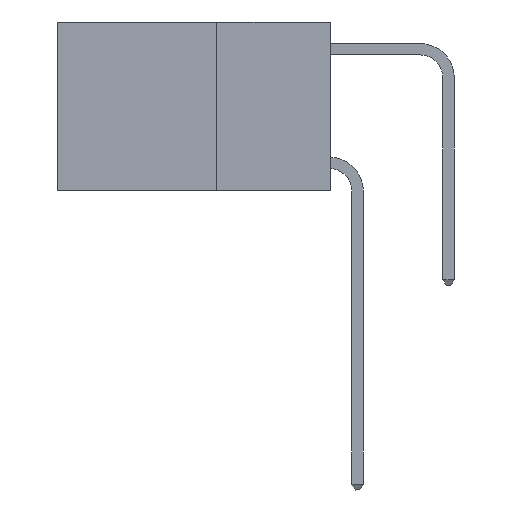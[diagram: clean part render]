
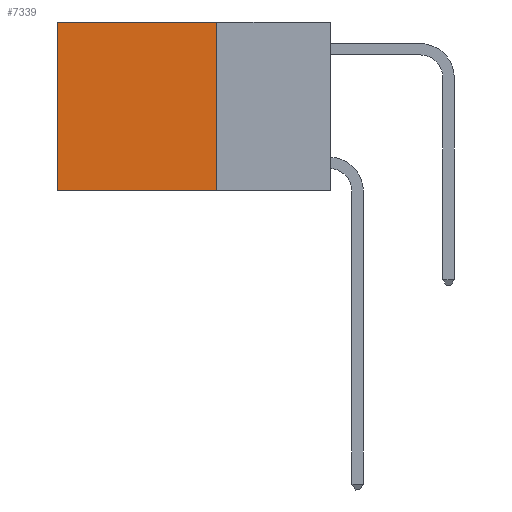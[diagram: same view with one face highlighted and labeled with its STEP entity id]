
A CAD part, left-side view. The second image highlights one B-rep face of the part: STEP entity #7339.
In plain terms, the highlighted planar face has unit normal (-1, 0, 0).
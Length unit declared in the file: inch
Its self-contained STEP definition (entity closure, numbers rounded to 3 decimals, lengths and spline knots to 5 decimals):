
#7 = EDGE_CURVE ( 'NONE', #7007, #8849, #6526, .T. ) ;
#623 = DIRECTION ( 'NONE',  ( 1., 0., 0. ) ) ;
#959 = AXIS2_PLACEMENT_3D ( 'NONE', #3971, #623, #10845 ) ;
#984 = EDGE_CURVE ( 'NONE', #6481, #8849, #4487, .T. ) ;
#1030 = CARTESIAN_POINT ( 'NONE',  ( 0.2625, 0.25, 0. ) ) ;
#1249 = ORIENTED_EDGE ( 'NONE', *, *, #984, .T. ) ;
#1316 = CARTESIAN_POINT ( 'NONE',  ( 0.2625, 0.25, 0. ) ) ;
#1427 = VECTOR ( 'NONE', #8946, 39.37008 ) ;
#2439 = DIRECTION ( 'NONE',  ( 0., 1., 0. ) ) ;
#2748 = ORIENTED_EDGE ( 'NONE', *, *, #10944, .F. ) ;
#2939 = ORIENTED_EDGE ( 'NONE', *, *, #8140, .T. ) ;
#3723 = CARTESIAN_POINT ( 'NONE',  ( 0.2625, 0.6, 0. ) ) ;
#3806 = CARTESIAN_POINT ( 'NONE',  ( 0.2625, 0.6, -0.37 ) ) ;
#3848 = VERTEX_POINT ( 'NONE', #5469 ) ;
#3949 = LINE ( 'NONE', #1316, #10820 ) ;
#3971 = CARTESIAN_POINT ( 'NONE',  ( 0.2625, 0.25, 0. ) ) ;
#4218 = CARTESIAN_POINT ( 'NONE',  ( 0.2625, 0.6, 0. ) ) ;
#4247 = CARTESIAN_POINT ( 'NONE',  ( 0.2625, 0.25, -0.37 ) ) ;
#4487 = LINE ( 'NONE', #3723, #1427 ) ;
#4985 = ORIENTED_EDGE ( 'NONE', *, *, #7, .F. ) ;
#5223 = EDGE_LOOP ( 'NONE', ( #1249, #4985, #2748, #2939 ) ) ;
#5469 = CARTESIAN_POINT ( 'NONE',  ( 0.2625, 0.25, 0. ) ) ;
#6481 = VERTEX_POINT ( 'NONE', #4218 ) ;
#6503 = FACE_OUTER_BOUND ( 'NONE', #5223, .T. ) ;
#6526 = LINE ( 'NONE', #9961, #7385 ) ;
#6576 = DIRECTION ( 'NONE',  ( 0., 1., 0. ) ) ;
#7007 = VERTEX_POINT ( 'NONE', #4247 ) ;
#7339 = ADVANCED_FACE ( 'NONE', ( #6503 ), #9151, .F. ) ;
#7385 = VECTOR ( 'NONE', #2439, 39.37008 ) ;
#7521 = VECTOR ( 'NONE', #7756, 39.37008 ) ;
#7756 = DIRECTION ( 'NONE',  ( 0., 0., -1. ) ) ;
#8140 = EDGE_CURVE ( 'NONE', #3848, #6481, #3949, .T. ) ;
#8723 = LINE ( 'NONE', #1030, #7521 ) ;
#8849 = VERTEX_POINT ( 'NONE', #3806 ) ;
#8946 = DIRECTION ( 'NONE',  ( 0., 0., -1. ) ) ;
#9151 = PLANE ( 'NONE',  #959 ) ;
#9961 = CARTESIAN_POINT ( 'NONE',  ( 0.2625, 0.25, -0.37 ) ) ;
#10820 = VECTOR ( 'NONE', #6576, 39.37008 ) ;
#10845 = DIRECTION ( 'NONE',  ( 0., 0., -1. ) ) ;
#10944 = EDGE_CURVE ( 'NONE', #3848, #7007, #8723, .T. ) ;
